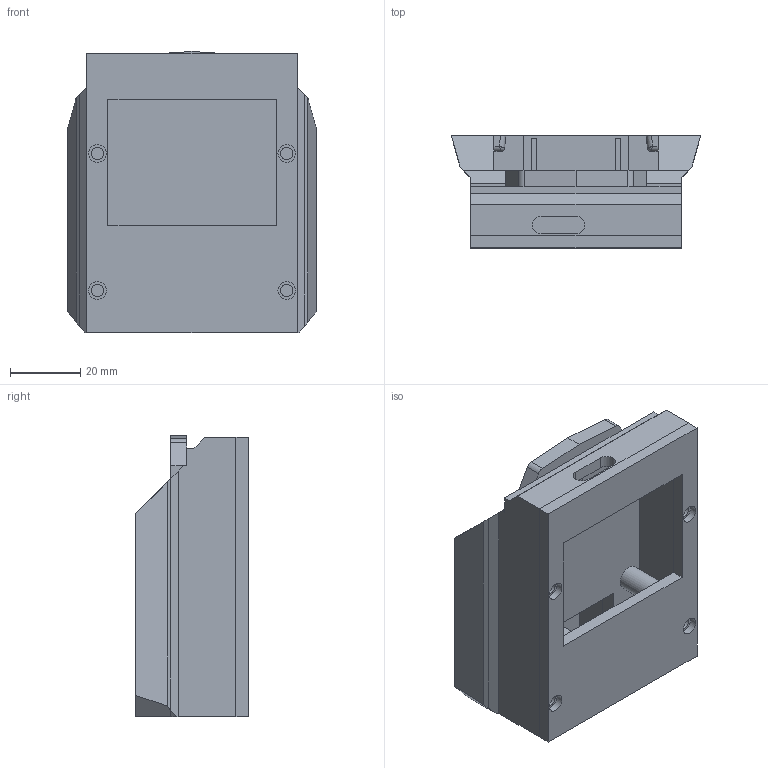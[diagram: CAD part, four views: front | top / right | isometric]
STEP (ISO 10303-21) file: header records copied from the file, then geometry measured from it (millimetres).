
FILE_DESCRIPTION(/* description */ (''),/* implementation_level */ '2;1');
FILE_NAME(/* name */ 'parkside batt adapter v10.stp',/* time_stamp */ '2025-09-12T00:13:02+02:00',/* author */ (''),/* organization */ (''),/* preprocessor_version */ 'ST-DEVELOPER v20.1',/* originating_system */ 'Autodesk Translation Framework v14.10.0.0',/* authorisation */ '');
FILE_SCHEMA (('AUTOMOTIVE_DESIGN { 1 0 10303 214 3 1 1 }'));
Length unit declared in the file: millimetre
Products named in the file (4): parkside batt adapter; Component1; Component6; Component7
Assembly tree (3 placements, depth 2):
  parkside batt adapter
    Component1
    Component6
    Component7
Bounding box: 71.1 x 32.1 x 80.2 mm (x, y, z)
Volume: 61844.4 mm3; surface area: 39377.5 mm2
Topology: 3 solids, 3 shells, 275 faces, 686 edges, 444 vertices
Faces by surface type: plane 205, cylinder 60, bspline 8, torus 2
Full cylindrical faces by diameter (mm): 3 x4, 3.3 x2, 3.5 x14, 3.6 x2, 4 x2, 4.8 x2, 5 x6, 7 x1
Entity records: 8424 total; most frequent: CARTESIAN_POINT 1584, DIRECTION 1373, ORIENTED_EDGE 1372, EDGE_CURVE 686, LINE 547, VECTOR 547, VERTEX_POINT 444, AXIS2_PLACEMENT_3D 413
